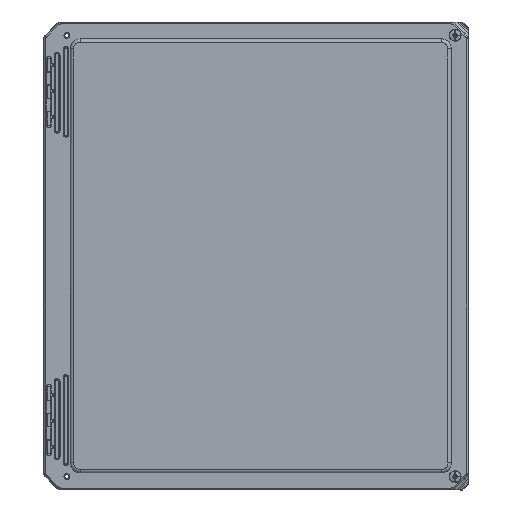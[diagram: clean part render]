
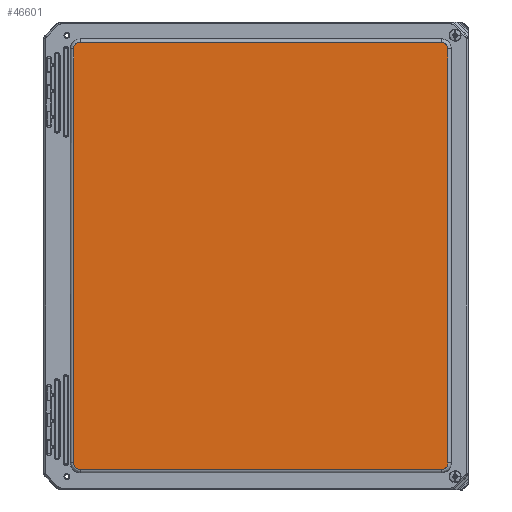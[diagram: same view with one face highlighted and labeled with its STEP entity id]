
A CAD part, top view. The second image highlights one B-rep face of the part: STEP entity #46601.
In plain terms, the highlighted planar face has unit normal (0, 0, 1).
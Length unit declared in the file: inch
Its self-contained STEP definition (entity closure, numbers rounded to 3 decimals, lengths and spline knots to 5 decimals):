
#1477 = CARTESIAN_POINT ( 'NONE',  ( -6.84653, -7.85214, 4.1072 ) ) ;
#2509 = CARTESIAN_POINT ( 'NONE',  ( -6.60284, -8.0273, 4.1072 ) ) ;
#4612 = B_SPLINE_CURVE_WITH_KNOTS ( 'NONE', 3,
 ( #51135, #52537, #81250, #16824, #74171, #44093, #9765 ),
 .UNSPECIFIED., .F., .F.,
 ( 4, 1, 1, 1, 4 ),
 ( 0., 0.28571, 0.57143, 0.85714, 1. ),
 .UNSPECIFIED. ) ;
#6788 = DIRECTION ( 'NONE',  ( 0., 0., -1. ) ) ;
#7151 = LINE ( 'NONE', #34414, #65232 ) ;
#7262 = FACE_OUTER_BOUND ( 'NONE', #8059, .T. ) ;
#8059 = EDGE_LOOP ( 'NONE', ( #53897, #59494, #16353, #34346, #51823, #51143, #17404, #69685 ) ) ;
#9261 = B_SPLINE_CURVE_WITH_KNOTS ( 'NONE', 3,
 ( #16999, #45663, #24048, #74819, #1477, #17473, #23108 ),
 .UNSPECIFIED., .F., .F.,
 ( 4, 1, 1, 1, 4 ),
 ( 0., 0.28571, 0.57143, 0.85714, 1. ),
 .UNSPECIFIED. ) ;
#9264 = VERTEX_POINT ( 'NONE', #49710 ) ;
#9765 = CARTESIAN_POINT ( 'NONE',  ( 7.2148, 7.77734, 4.1072 ) ) ;
#16353 = ORIENTED_EDGE ( 'NONE', *, *, #55294, .F. ) ;
#16568 = VECTOR ( 'NONE', #62216, 39.37008 ) ;
#16824 = CARTESIAN_POINT ( 'NONE',  ( 7.16696, 7.93851, 4.1072 ) ) ;
#16999 = CARTESIAN_POINT ( 'NONE',  ( -6.60284, -8.0273, 4.1072 ) ) ;
#17199 = VERTEX_POINT ( 'NONE', #58245 ) ;
#17404 = ORIENTED_EDGE ( 'NONE', *, *, #63246, .F. ) ;
#17473 = CARTESIAN_POINT ( 'NONE',  ( -6.8528, -7.79604, 4.1072 ) ) ;
#18078 = LINE ( 'NONE', #25557, #16568 ) ;
#19069 = CARTESIAN_POINT ( 'NONE',  ( -6.60284, 8.0273, 4.1072 ) ) ;
#19176 = CARTESIAN_POINT ( 'NONE',  ( 7.20853, -7.85214, 4.1072 ) ) ;
#20165 = VERTEX_POINT ( 'NONE', #58489 ) ;
#21365 = CARTESIAN_POINT ( 'NONE',  ( 0.181, 0., 4.1072 ) ) ;
#23108 = CARTESIAN_POINT ( 'NONE',  ( -6.8528, -7.77734, 4.1072 ) ) ;
#24048 = CARTESIAN_POINT ( 'NONE',  ( -6.71501, -8.01024, 4.1072 ) ) ;
#24399 = CARTESIAN_POINT ( 'NONE',  ( -6.8528, 7.79604, 4.1072 ) ) ;
#24832 = CARTESIAN_POINT ( 'NONE',  ( 6.96484, -8.0273, 4.1072 ) ) ;
#25557 = CARTESIAN_POINT ( 'NONE',  ( -6.60284, 8.0273, 4.1072 ) ) ;
#26132 = CARTESIAN_POINT ( 'NONE',  ( 6.96484, -8.0273, 4.1072 ) ) ;
#26213 = LINE ( 'NONE', #83620, #45496 ) ;
#28863 = PLANE ( 'NONE',  #39878 ) ;
#30895 = VERTEX_POINT ( 'NONE', #31603 ) ;
#31603 = CARTESIAN_POINT ( 'NONE',  ( -6.8528, -7.77734, 4.1072 ) ) ;
#32784 = CARTESIAN_POINT ( 'NONE',  ( 7.2148, -7.79604, 4.1072 ) ) ;
#34321 = EDGE_CURVE ( 'NONE', #17199, #20165, #4612, .T. ) ;
#34346 = ORIENTED_EDGE ( 'NONE', *, *, #61472, .F. ) ;
#34414 = CARTESIAN_POINT ( 'NONE',  ( 7.2148, 7.77734, 4.1072 ) ) ;
#37113 = CARTESIAN_POINT ( 'NONE',  ( -6.71502, 8.01024, 4.1072 ) ) ;
#39858 = CARTESIAN_POINT ( 'NONE',  ( 7.16696, -7.93851, 4.1072 ) ) ;
#39878 = AXIS2_PLACEMENT_3D ( 'NONE', #21365, #6788, #71681 ) ;
#40842 = VERTEX_POINT ( 'NONE', #54716 ) ;
#41690 = VERTEX_POINT ( 'NONE', #77811 ) ;
#42484 = VECTOR ( 'NONE', #80882, 39.37008 ) ;
#44093 = CARTESIAN_POINT ( 'NONE',  ( 7.2148, 7.79604, 4.1072 ) ) ;
#45496 = VECTOR ( 'NONE', #53963, 39.37008 ) ;
#45542 = CARTESIAN_POINT ( 'NONE',  ( -6.64024, 8.0273, 4.1072 ) ) ;
#45663 = CARTESIAN_POINT ( 'NONE',  ( -6.64024, -8.0273, 4.1072 ) ) ;
#45996 = CARTESIAN_POINT ( 'NONE',  ( 7.00224, -8.0273, 4.1072 ) ) ;
#46601 = ADVANCED_FACE ( 'NONE', ( #7262 ), #28863, .F. ) ;
#49710 = CARTESIAN_POINT ( 'NONE',  ( -6.8528, 7.77734, 4.1072 ) ) ;
#51135 = CARTESIAN_POINT ( 'NONE',  ( 6.96484, 8.0273, 4.1072 ) ) ;
#51143 = ORIENTED_EDGE ( 'NONE', *, *, #77768, .F. ) ;
#51823 = ORIENTED_EDGE ( 'NONE', *, *, #34321, .F. ) ;
#52537 = CARTESIAN_POINT ( 'NONE',  ( 7.00224, 8.0273, 4.1072 ) ) ;
#53897 = ORIENTED_EDGE ( 'NONE', *, *, #62778, .F. ) ;
#53963 = DIRECTION ( 'NONE',  ( 0., 1., 0. ) ) ;
#54415 = CARTESIAN_POINT ( 'NONE',  ( 7.2148, -7.77734, 4.1072 ) ) ;
#54716 = CARTESIAN_POINT ( 'NONE',  ( 6.96484, -8.0273, 4.1072 ) ) ;
#55294 = EDGE_CURVE ( 'NONE', #41690, #40842, #75076, .T. ) ;
#58245 = CARTESIAN_POINT ( 'NONE',  ( 6.96484, 8.0273, 4.1072 ) ) ;
#58489 = CARTESIAN_POINT ( 'NONE',  ( 7.2148, 7.77734, 4.1072 ) ) ;
#58667 = EDGE_CURVE ( 'NONE', #40842, #71047, #91047, .T. ) ;
#59494 = ORIENTED_EDGE ( 'NONE', *, *, #58667, .F. ) ;
#61472 = EDGE_CURVE ( 'NONE', #20165, #41690, #7151, .T. ) ;
#62216 = DIRECTION ( 'NONE',  ( 1., 0., 0. ) ) ;
#62778 = EDGE_CURVE ( 'NONE', #71047, #30895, #9261, .T. ) ;
#63246 = EDGE_CURVE ( 'NONE', #9264, #63300, #65222, .T. ) ;
#63300 = VERTEX_POINT ( 'NONE', #19069 ) ;
#65222 = B_SPLINE_CURVE_WITH_KNOTS ( 'NONE', 3,
 ( #86994, #24399, #79909, #72836, #73310, #37113, #45542, #74230 ),
 .UNSPECIFIED., .F., .F.,
 ( 4, 1, 1, 1, 1, 4 ),
 ( 0., 0.14286, 0.28571, 0.42857, 0.71429, 1. ),
 .UNSPECIFIED. ) ;
#65232 = VECTOR ( 'NONE', #91811, 39.37008 ) ;
#68460 = EDGE_CURVE ( 'NONE', #30895, #9264, #26213, .T. ) ;
#69685 = ORIENTED_EDGE ( 'NONE', *, *, #68460, .F. ) ;
#71047 = VERTEX_POINT ( 'NONE', #2509 ) ;
#71681 = DIRECTION ( 'NONE',  ( -1., 0., 0. ) ) ;
#72836 = CARTESIAN_POINT ( 'NONE',  ( -6.82994, 7.8867, 4.1072 ) ) ;
#73310 = CARTESIAN_POINT ( 'NONE',  ( -6.78995, 7.95046, 4.1072 ) ) ;
#74171 = CARTESIAN_POINT ( 'NONE',  ( 7.20853, 7.85214, 4.1072 ) ) ;
#74230 = CARTESIAN_POINT ( 'NONE',  ( -6.60284, 8.0273, 4.1072 ) ) ;
#74819 = CARTESIAN_POINT ( 'NONE',  ( -6.80496, -7.93851, 4.1072 ) ) ;
#75076 = B_SPLINE_CURVE_WITH_KNOTS ( 'NONE', 3,
 ( #54415, #32784, #19176, #39858, #75148, #45996, #24832 ),
 .UNSPECIFIED., .F., .F.,
 ( 4, 1, 1, 1, 4 ),
 ( 0., 0.14286, 0.42857, 0.71429, 1. ),
 .UNSPECIFIED. ) ;
#75148 = CARTESIAN_POINT ( 'NONE',  ( 7.07701, -8.01024, 4.1072 ) ) ;
#77768 = EDGE_CURVE ( 'NONE', #63300, #17199, #18078, .T. ) ;
#77811 = CARTESIAN_POINT ( 'NONE',  ( 7.2148, -7.77734, 4.1072 ) ) ;
#79909 = CARTESIAN_POINT ( 'NONE',  ( -6.84859, 7.83344, 4.1072 ) ) ;
#80882 = DIRECTION ( 'NONE',  ( -1., 0., 0. ) ) ;
#81250 = CARTESIAN_POINT ( 'NONE',  ( 7.07701, 8.01024, 4.1072 ) ) ;
#83620 = CARTESIAN_POINT ( 'NONE',  ( -6.8528, -7.77734, 4.1072 ) ) ;
#86994 = CARTESIAN_POINT ( 'NONE',  ( -6.8528, 7.77734, 4.1072 ) ) ;
#91047 = LINE ( 'NONE', #26132, #42484 ) ;
#91811 = DIRECTION ( 'NONE',  ( 0., -1., 0. ) ) ;
